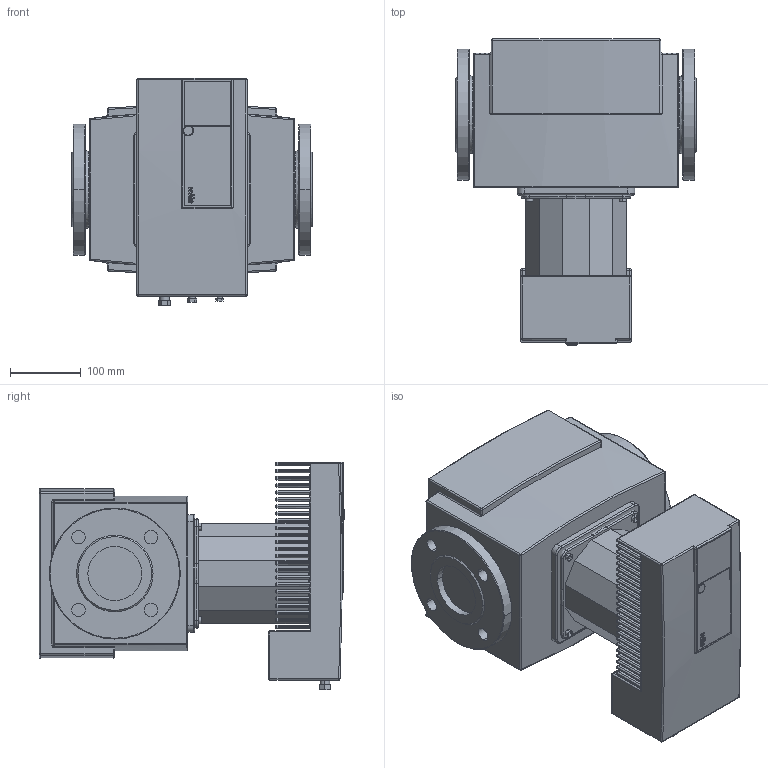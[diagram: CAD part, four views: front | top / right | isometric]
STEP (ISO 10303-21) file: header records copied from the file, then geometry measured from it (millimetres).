
FILE_DESCRIPTION((''),'2;1');
FILE_NAME('3d_Stratos-Z65_1-12-2099029.stp','2015-07-28T14:35:35',(''),(''),'Mechanical Desktop 2009','Mechanical Desktop 2009',', , ');
FILE_SCHEMA(('CONFIG_CONTROL_DESIGN'));
Length unit declared in the file: millimetre
Products named in the file (1): Product
Bounding box: 340 x 432 x 321 mm (x, y, z)
Volume: 24001927.6 mm3; surface area: 1288778.1 mm2
Topology: 13 solids, 13 shells, 840 faces, 2032 edges, 1116 vertices
Faces by surface type: cylinder 368, plane 235, sphere 124, bspline 67, torus 42, cone 4
Entity records: 24921 total; most frequent: CARTESIAN_POINT 5908, DIRECTION 4106, ORIENTED_EDGE 3816, EDGE_CURVE 1908, AXIS2_PLACEMENT_3D 1504, VERTEX_POINT 1116, VECTOR 1098, LINE 1098
